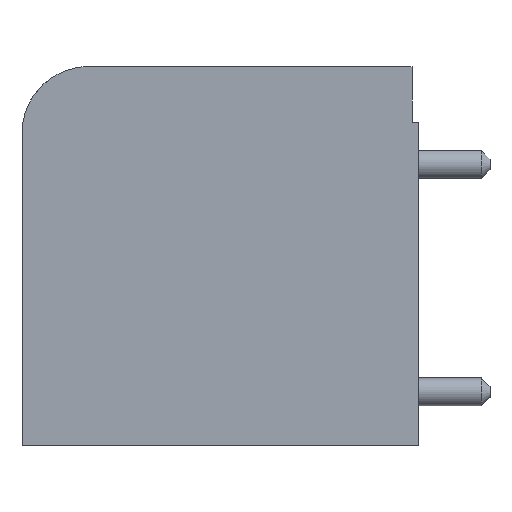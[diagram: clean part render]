
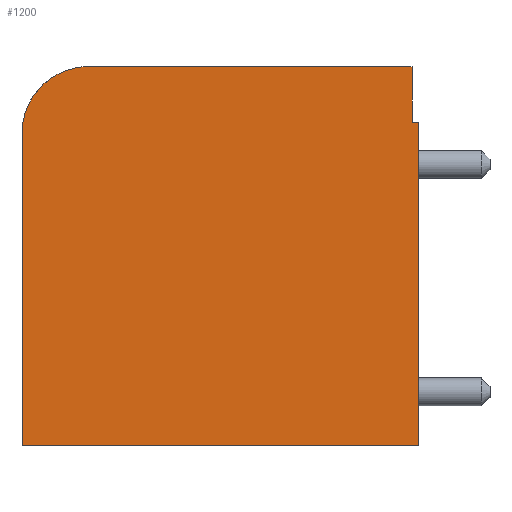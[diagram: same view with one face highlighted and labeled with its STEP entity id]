
A CAD part, left-side view. The second image highlights one B-rep face of the part: STEP entity #1200.
In plain terms, the highlighted planar face has unit normal (-1, 0.026, 0).
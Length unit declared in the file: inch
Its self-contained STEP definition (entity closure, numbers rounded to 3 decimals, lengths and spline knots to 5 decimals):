
#1=DIRECTION('',(0.,0.,-1.));
#2=VECTOR('',#1,0.725);
#3=CARTESIAN_POINT('',(-0.55,0.,0.3));
#4=LINE('',#3,#2);
#5=DIRECTION('',(0.026,1.,0.));
#6=VECTOR('',#5,0.89031);
#7=CARTESIAN_POINT('',(-0.55,0.,-0.425));
#8=LINE('',#7,#6);
#9=DIRECTION('',(0.,0.,1.));
#10=VECTOR('',#9,0.7);
#11=CARTESIAN_POINT('',(-0.52669,0.89,-0.425));
#12=LINE('',#11,#10);
#13=CARTESIAN_POINT('',(-0.52669,0.89,0.275));
#14=CARTESIAN_POINT('',(-0.52669,0.89,0.28125));
#15=CARTESIAN_POINT('',(-0.52671,0.88923,
0.29299));
#16=CARTESIAN_POINT('',(-0.52681,0.88545,
0.3142));
#17=CARTESIAN_POINT('',(-0.52703,0.87738,
0.33738));
#18=CARTESIAN_POINT('',(-0.52738,0.86372,
0.36123));
#19=CARTESIAN_POINT('',(-0.52783,0.84661,
0.38162));
#20=CARTESIAN_POINT('',(-0.52836,0.82621,
0.39872));
#21=CARTESIAN_POINT('',(-0.52899,0.80237,
0.41238));
#22=CARTESIAN_POINT('',(-0.5296,0.77919,
0.42045));
#23=CARTESIAN_POINT('',(-0.53015,0.75798,
0.42423));
#24=CARTESIAN_POINT('',(-0.53046,0.74625,0.425));
#25=CARTESIAN_POINT('',(-0.53062,0.74,0.425));
#27=DIRECTION('',(-0.026,-1.,0.));
#28=VECTOR('',#27,0.72525);
#29=CARTESIAN_POINT('',(-0.53062,0.74,0.425));
#30=LINE('',#29,#28);
#31=DIRECTION('',(0.,0.,-1.));
#32=VECTOR('',#31,0.125);
#33=CARTESIAN_POINT('',(-0.54961,0.015,0.425));
#34=LINE('',#33,#32);
#35=DIRECTION('',(0.026,1.,0.));
#36=VECTOR('',#35,0.01501);
#37=CARTESIAN_POINT('',(-0.55,0.,0.3));
#38=LINE('',#37,#36);
#912=CARTESIAN_POINT('',(-0.52669,0.89,-0.425));
#913=VERTEX_POINT('',#912);
#914=CARTESIAN_POINT('',(-0.55,0.,-0.425));
#915=VERTEX_POINT('',#914);
#916=CARTESIAN_POINT('',(-0.52669,0.89,0.275));
#917=VERTEX_POINT('',#916);
#918=VERTEX_POINT('',#25);
#955=CARTESIAN_POINT('',(-0.55,0.,0.3));
#957=VERTEX_POINT('',#955);
#963=CARTESIAN_POINT('',(-0.54961,0.015,0.425));
#965=VERTEX_POINT('',#963);
#973=CARTESIAN_POINT('',(-0.54961,0.015,0.3));
#974=VERTEX_POINT('',#973);
#1179=CARTESIAN_POINT('',(-0.55,0.,0.42972));
#1180=DIRECTION('',(1.,-0.026,0.));
#1181=DIRECTION('',(0.,0.,-1.));
#1182=AXIS2_PLACEMENT_3D('',#1179,#1180,#1181);
#1183=PLANE('',#1182);
#1185=ORIENTED_EDGE('',*,*,#1184,.T.);
#1187=ORIENTED_EDGE('',*,*,#1186,.T.);
#1189=ORIENTED_EDGE('',*,*,#1188,.T.);
#1191=ORIENTED_EDGE('',*,*,#1190,.T.);
#1193=ORIENTED_EDGE('',*,*,#1192,.T.);
#1195=ORIENTED_EDGE('',*,*,#1194,.T.);
#1197=ORIENTED_EDGE('',*,*,#1196,.F.);
#1198=EDGE_LOOP('',(#1185,#1187,#1189,#1191,#1193,#1195,#1197));
#1199=FACE_OUTER_BOUND('',#1198,.F.);
#1200=ADVANCED_FACE('',(#1199),#1183,.F.);
#26=B_SPLINE_CURVE_WITH_KNOTS('',3,(#13,#14,#15,#16,#17,#18,#19,#20,#21,#22,#23,
#24,#25),.UNSPECIFIED.,.F.,.F.,(4,1,1,1,1,1,1,1,1,1,4),(0.,0.0625,0.125,
0.25,0.375,0.5,0.625,0.75,0.875,0.9375,1.),.UNSPECIFIED.);
#1184=EDGE_CURVE('',#957,#915,#4,.T.);
#1186=EDGE_CURVE('',#915,#913,#8,.T.);
#1188=EDGE_CURVE('',#913,#917,#12,.T.);
#1190=EDGE_CURVE('',#917,#918,#26,.T.);
#1192=EDGE_CURVE('',#918,#965,#30,.T.);
#1194=EDGE_CURVE('',#965,#974,#34,.T.);
#1196=EDGE_CURVE('',#957,#974,#38,.T.);
